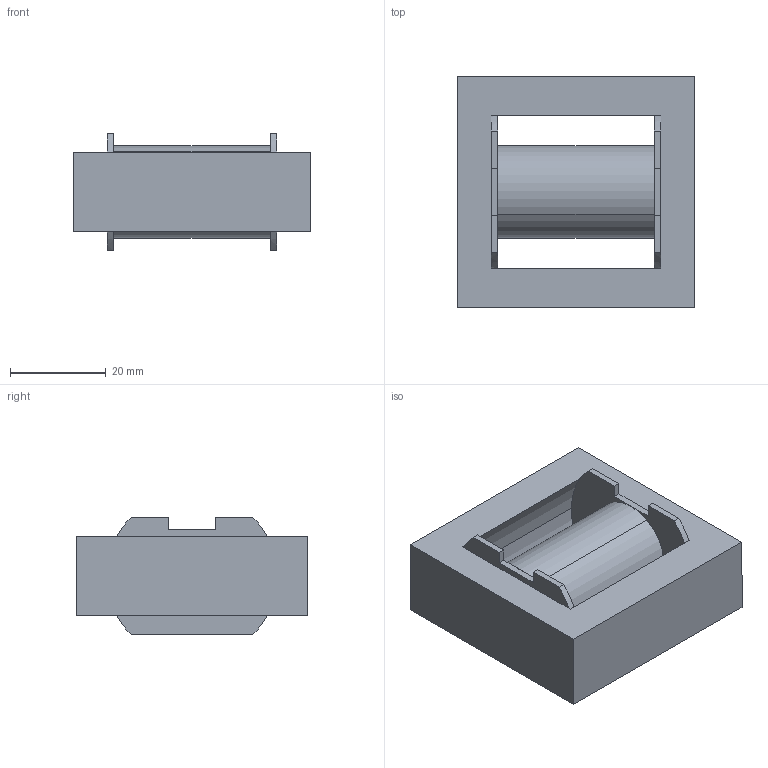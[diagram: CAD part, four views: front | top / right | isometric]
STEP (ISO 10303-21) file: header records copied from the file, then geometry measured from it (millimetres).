
FILE_DESCRIPTION(('CATIA V5 STEP Exchange'),'2;1');
FILE_NAME('L1_Part1.stp','2009-09-02T08:47:35+00:00',('none'),('none'),'CATIA Version 5 Release 18 GA (IN-10)','CATIA V5 STEP AP203','none');
FILE_SCHEMA(('CONFIG_CONTROL_DESIGN'));
Length unit declared in the file: millimetre
Products named in the file (1): Трансформатор
Bounding box: 49.8 x 48.5 x 24.7 mm (x, y, z)
Volume: 31436.1 mm3; surface area: 10748 mm2
Topology: 1 solids, 1 shells, 38 faces, 104 edges, 68 vertices
Faces by surface type: plane 28, cylinder 10
Entity records: 1126 total; most frequent: ORIENTED_EDGE 208, CARTESIAN_POINT 191, DIRECTION 140, EDGE_CURVE 104, VECTOR 76, LINE 76, VERTEX_POINT 68, AXIS2_PLACEMENT_3D 47
